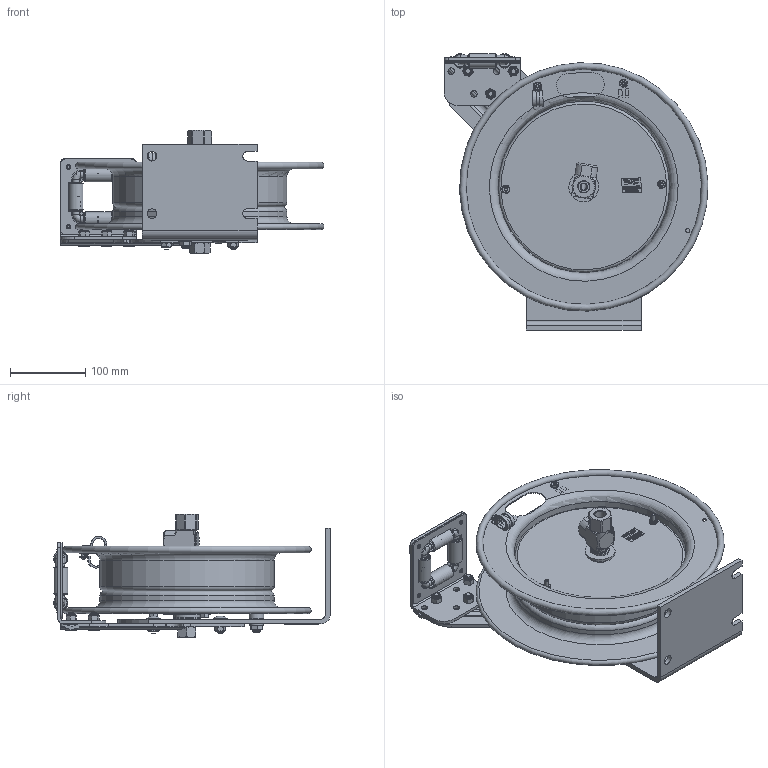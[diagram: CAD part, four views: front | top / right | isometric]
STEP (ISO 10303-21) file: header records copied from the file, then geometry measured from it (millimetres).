
FILE_DESCRIPTION(/* description */ (''),/* implementation_level */ '2;1');
FILE_NAME(/* name */ 'P-LPL-325-AL_SHARED.stp',/* time_stamp */ '2020-04-02T14:13:36-07:00',/* author */ ('NMelton'),/* organization */ (''),/* preprocessor_version */ 'ST-DEVELOPER v17',/* originating_system */ 'Autodesk Inventor 2019',/* authorisation */ '');
FILE_SCHEMA (('AUTOMOTIVE_DESIGN { 1 0 10303 214 3 1 1 }'));
Products named in the file (1): P-LPL-325-AL_SHARED
Bounding box: 350.68 x 367.56 x 163.83 mm (x, y, z)
Surface area: 692832 mm2 (no closed solid volume)
Topology: 0 solids, 145 shells, 2694 faces, 11160 edges, 8258 vertices
Faces by surface type: plane 1396, bspline 551, cylinder 518, cone 142, torus 56, sphere 31
Full cylindrical faces by diameter (mm): 2.159 x2, 2.54 x1, 3.048 x1, 3.962 x2, 4.826 x6, 5.182 x2, 5.558 x1, 5.588 x2, 6.35 x5, 7.925 x1, 7.938 x3, 8.636 x7, 8.89 x2, 11.43 x3, 12.192 x8, 12.548 x1, 12.7 x2, 14.224 x1, 14.859 x1, 15.875 x1, 17.399 x1, 17.882 x1, 19.05 x5, 20.574 x1, 20.625 x1, 28.575 x1, 31.75 x1, 34.925 x1, 35.052 x1, 39.624 x1
Entity records: 123032 total; most frequent: CARTESIAN_POINT 35898, ORIENTED_EDGE 16598, DIRECTION 14879, EDGE_CURVE 11123, VERTEX_POINT 8258, LINE 6521, VECTOR 6521, AXIS2_PLACEMENT_3D 4179
